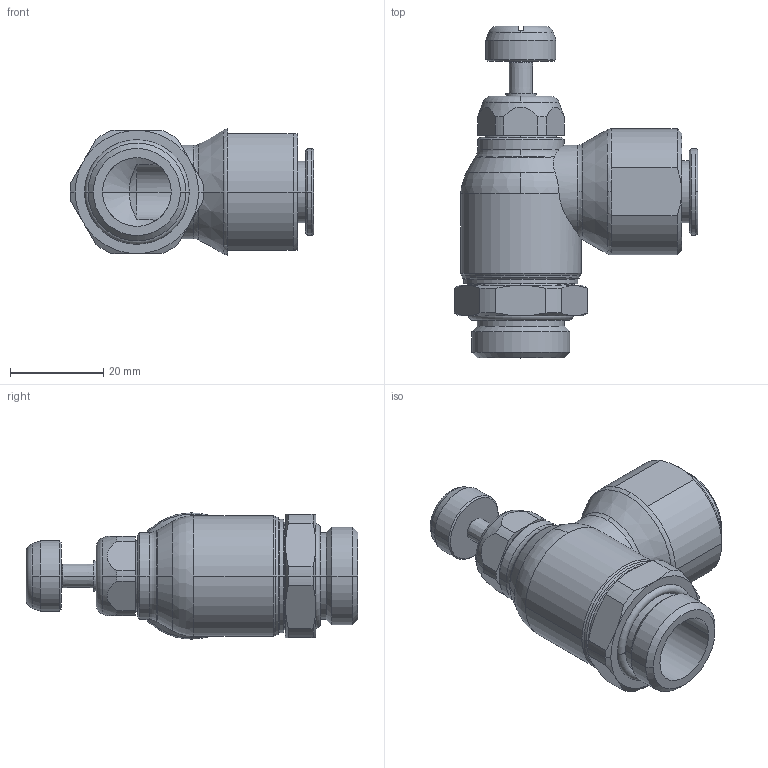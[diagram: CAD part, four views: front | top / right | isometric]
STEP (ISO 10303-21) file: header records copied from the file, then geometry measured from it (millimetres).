
FILE_DESCRIPTION(('STEP AP214'),'1');
FILE_NAME('7100_12_21.stp','2016-07-07T14:52:51',('TraceParts'),('TraceParts S.A.'),'Spatial InterOp 3D',' ',' ');
FILE_SCHEMA(('automotive_design'));
Length unit declared in the file: millimetre
Products named in the file (1): 1
Bounding box: 52.08 x 71 x 27 mm (x, y, z)
Volume: 27373.2 mm3; surface area: 11366.9 mm2
Topology: 1 solids, 1 shells, 158 faces, 384 edges, 237 vertices
Faces by surface type: cone 56, cylinder 48, plane 32, torus 22
Entity records: 5172 total; most frequent: CARTESIAN_POINT 1416, DIRECTION 859, ORIENTED_EDGE 768, EDGE_CURVE 384, AXIS2_PLACEMENT_3D 374, VERTEX_POINT 237, CIRCLE 215, EDGE_LOOP 169
